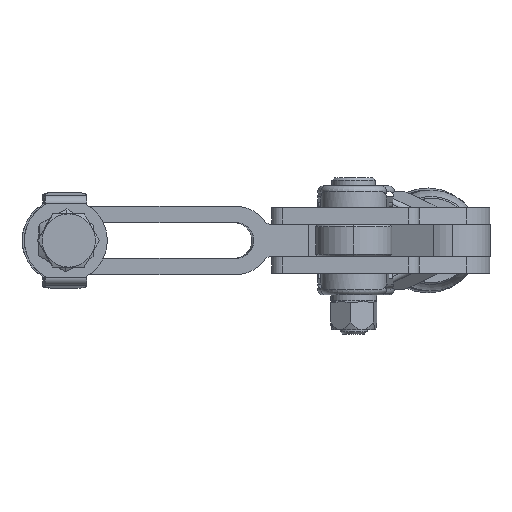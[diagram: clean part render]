
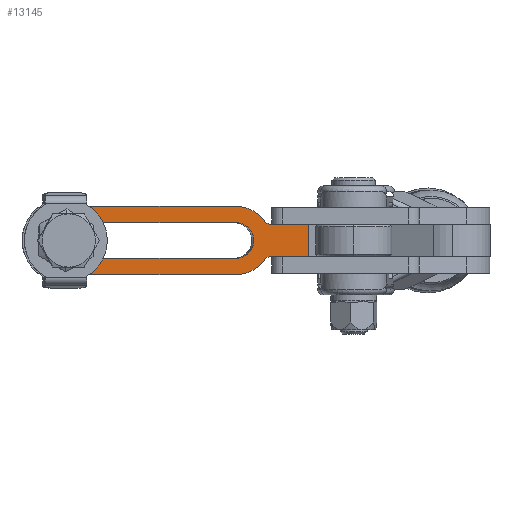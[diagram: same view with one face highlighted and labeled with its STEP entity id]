
A CAD part, front view. The second image highlights one B-rep face of the part: STEP entity #13145.
In plain terms, the highlighted face is planar.
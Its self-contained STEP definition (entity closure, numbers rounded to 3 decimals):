
#126 = AXIS2_PLACEMENT_3D ( 'NONE', #4863, #4866, #4869 ) ;
#166 = AXIS2_PLACEMENT_3D ( 'NONE', #16762, #16763, #16764 ) ;
#2505 = ORIENTED_EDGE ( 'NONE', *, *, #5149, .F. ) ;
#2506 = ORIENTED_EDGE ( 'NONE', *, *, #5176, .F. ) ;
#2507 = ORIENTED_EDGE ( 'NONE', *, *, #5216, .F. ) ;
#2508 = ORIENTED_EDGE ( 'NONE', *, *, #5257, .F. ) ;
#2509 = ORIENTED_EDGE ( 'NONE', *, *, #12646, .F. ) ;
#2510 = ORIENTED_EDGE ( 'NONE', *, *, #5102, .T. ) ;
#2511 = ORIENTED_EDGE ( 'NONE', *, *, #5491, .T. ) ;
#2512 = ORIENTED_EDGE ( 'NONE', *, *, #4982, .T. ) ;
#2513 = ORIENTED_EDGE ( 'NONE', *, *, #5306, .T. ) ;
#2514 = ORIENTED_EDGE ( 'NONE', *, *, #5302, .T. ) ;
#2515 = ORIENTED_EDGE ( 'NONE', *, *, #5275, .T. ) ;
#2516 = ORIENTED_EDGE ( 'NONE', *, *, #29644, .T. ) ;
#2517 = ORIENTED_EDGE ( 'NONE', *, *, #19331, .T. ) ;
#2518 = ORIENTED_EDGE ( 'NONE', *, *, #29676, .T. ) ;
#2519 = ORIENTED_EDGE ( 'NONE', *, *, #5680, .T. ) ;
#2520 = ORIENTED_EDGE ( 'NONE', *, *, #5617, .T. ) ;
#3302 = LINE ( 'NONE', #12909, #3305 ) ;
#3305 = VECTOR ( 'NONE', #12898, 1000. ) ;
#3338 = LINE ( 'NONE', #24264, #3343 ) ;
#3343 = VECTOR ( 'NONE', #24285, 1000. ) ;
#3352 = LINE ( 'NONE', #24315, #3360 ) ;
#3360 = VECTOR ( 'NONE', #24321, 1000. ) ;
#3368 = CIRCLE ( 'NONE', #14132, 3.25 ) ;
#3382 = LINE ( 'NONE', #24359, #3388 ) ;
#3388 = VECTOR ( 'NONE', #24368, 1000. ) ;
#3390 = CIRCLE ( 'NONE', #14136, 3.25 ) ;
#3397 = LINE ( 'NONE', #24403, #3402 ) ;
#3402 = VECTOR ( 'NONE', #24413, 1000. ) ;
#3409 = CIRCLE ( 'NONE', #14139, 6.25 ) ;
#3413 = CIRCLE ( 'NONE', #14140, 1.5 ) ;
#3476 = LINE ( 'NONE', #24550, #3479 ) ;
#3479 = VECTOR ( 'NONE', #24551, 1000. ) ;
#3525 = CIRCLE ( 'NONE', #14178, 1.5 ) ;
#3566 = CIRCLE ( 'NONE', #14185, 6.25 ) ;
#4863 = CARTESIAN_POINT ( 'NONE',  ( 0., 0., 19. ) ) ;
#4866 = DIRECTION ( 'NONE',  ( 0., 0., 1. ) ) ;
#4869 = DIRECTION ( 'NONE',  ( 1., 0., 0. ) ) ;
#4982 = EDGE_CURVE ( 'NONE', #22029, #22034, #3302, .T. ) ;
#5102 = EDGE_CURVE ( 'NONE', #22015, #22016, #3338, .T. ) ;
#5149 = EDGE_CURVE ( 'NONE', #22007, #21997, #3352, .T. ) ;
#5176 = EDGE_CURVE ( 'NONE', #22064, #22007, #3368, .T. ) ;
#5211 = CARTESIAN_POINT ( 'NONE',  ( 0., -6.25, 19. ) ) ;
#5216 = EDGE_CURVE ( 'NONE', #22060, #22064, #3382, .T. ) ;
#5242 = DIRECTION ( 'NONE',  ( 1., 0., 0. ) ) ;
#5257 = EDGE_CURVE ( 'NONE', #21999, #22060, #3390, .T. ) ;
#5275 = EDGE_CURVE ( 'NONE', #22041, #21937, #3397, .T. ) ;
#5302 = EDGE_CURVE ( 'NONE', #22052, #22041, #3409, .T. ) ;
#5306 = EDGE_CURVE ( 'NONE', #22034, #22052, #3413, .T. ) ;
#5338 = FACE_BOUND ( 'NONE', #23200, .T. ) ;
#5389 = FACE_OUTER_BOUND ( 'NONE', #23204, .T. ) ;
#5491 = EDGE_CURVE ( 'NONE', #22016, #22029, #3476, .T. ) ;
#5617 = EDGE_CURVE ( 'NONE', #22005, #22015, #3525, .T. ) ;
#5680 = EDGE_CURVE ( 'NONE', #22013, #22005, #3566, .T. ) ;
#8512 = CARTESIAN_POINT ( 'NONE',  ( 0., -20., 19. ) ) ;
#8513 = PLANE ( 'NONE',  #18871 ) ;
#8524 = DIRECTION ( 'NONE',  ( 0., 0., 1. ) ) ;
#8526 = DIRECTION ( 'NONE',  ( 1., 0., 0. ) ) ;
#12646 = EDGE_CURVE ( 'NONE', #21997, #21999, #16505, .T. ) ;
#12898 = DIRECTION ( 'NONE',  ( -1., 0., 0. ) ) ;
#12909 = CARTESIAN_POINT ( 'NONE',  ( 37.61, 3., 19. ) ) ;
#13145 = ADVANCED_FACE ( 'NONE', ( #5338, #5389 ), #8513, .T. ) ;
#14132 = AXIS2_PLACEMENT_3D ( 'NONE', #24338, #24339, #24340 ) ;
#14136 = AXIS2_PLACEMENT_3D ( 'NONE', #24404, #24405, #24406 ) ;
#14139 = AXIS2_PLACEMENT_3D ( 'NONE', #24429, #24430, #24431 ) ;
#14140 = AXIS2_PLACEMENT_3D ( 'NONE', #24434, #24435, #24436 ) ;
#14178 = AXIS2_PLACEMENT_3D ( 'NONE', #24660, #24661, #24662 ) ;
#14185 = AXIS2_PLACEMENT_3D ( 'NONE', #24707, #24708, #24709 ) ;
#15823 = CIRCLE ( 'NONE', #19124, 6.25 ) ;
#16341 = CIRCLE ( 'NONE', #126, 6.25 ) ;
#16372 = LINE ( 'NONE', #5211, #16375 ) ;
#16375 = VECTOR ( 'NONE', #5242, 1000. ) ;
#16505 = CIRCLE ( 'NONE', #166, 3.25 ) ;
#16762 = CARTESIAN_POINT ( 'NONE',  ( 0., 0., 19. ) ) ;
#16763 = DIRECTION ( 'NONE',  ( 0., 0., 1. ) ) ;
#16764 = DIRECTION ( 'NONE',  ( 1., 0., 0. ) ) ;
#18871 = AXIS2_PLACEMENT_3D ( 'NONE', #8512, #8524, #8526 ) ;
#19124 = AXIS2_PLACEMENT_3D ( 'NONE', #19409, #19410, #19411 ) ;
#19331 = EDGE_CURVE ( 'NONE', #21681, #22089, #15823, .T. ) ;
#19409 = CARTESIAN_POINT ( 'NONE',  ( 0., 0., 19. ) ) ;
#19410 = DIRECTION ( 'NONE',  ( 0., 0., 1. ) ) ;
#19411 = DIRECTION ( 'NONE',  ( 1., 0., 0. ) ) ;
#19492 = CARTESIAN_POINT ( 'NONE',  ( -6.25, 0., 19. ) ) ;
#19623 = CARTESIAN_POINT ( 'NONE',  ( 0., 6.25, 19. ) ) ;
#19654 = CARTESIAN_POINT ( 'NONE',  ( 0., 3.25, 19. ) ) ;
#19656 = CARTESIAN_POINT ( 'NONE',  ( -3.25, 0., 19. ) ) ;
#19659 = CARTESIAN_POINT ( 'NONE',  ( 36.388, -3.629, 19. ) ) ;
#19660 = CARTESIAN_POINT ( 'NONE',  ( 31.3, 3.25, 19. ) ) ;
#19663 = CARTESIAN_POINT ( 'NONE',  ( 31.3, -6.25, 19. ) ) ;
#19664 = CARTESIAN_POINT ( 'NONE',  ( 37.61, -3., 19. ) ) ;
#19665 = CARTESIAN_POINT ( 'NONE',  ( 44.463, -3., 19. ) ) ;
#19672 = CARTESIAN_POINT ( 'NONE',  ( 44.463, 3., 19. ) ) ;
#19674 = CARTESIAN_POINT ( 'NONE',  ( 37.61, 3., 19. ) ) ;
#19678 = CARTESIAN_POINT ( 'NONE',  ( 31.3, 6.25, 19. ) ) ;
#19684 = CARTESIAN_POINT ( 'NONE',  ( 36.388, 3.629, 19. ) ) ;
#19688 = CARTESIAN_POINT ( 'NONE',  ( 0., -3.25, 19. ) ) ;
#19690 = CARTESIAN_POINT ( 'NONE',  ( 31.3, -3.25, 19. ) ) ;
#19703 = CARTESIAN_POINT ( 'NONE',  ( 0., -6.25, 19. ) ) ;
#21681 = VERTEX_POINT ( 'NONE', #19492 ) ;
#21937 = VERTEX_POINT ( 'NONE', #19623 ) ;
#21997 = VERTEX_POINT ( 'NONE', #19654 ) ;
#21999 = VERTEX_POINT ( 'NONE', #19656 ) ;
#22005 = VERTEX_POINT ( 'NONE', #19659 ) ;
#22007 = VERTEX_POINT ( 'NONE', #19660 ) ;
#22013 = VERTEX_POINT ( 'NONE', #19663 ) ;
#22015 = VERTEX_POINT ( 'NONE', #19664 ) ;
#22016 = VERTEX_POINT ( 'NONE', #19665 ) ;
#22029 = VERTEX_POINT ( 'NONE', #19672 ) ;
#22034 = VERTEX_POINT ( 'NONE', #19674 ) ;
#22041 = VERTEX_POINT ( 'NONE', #19678 ) ;
#22052 = VERTEX_POINT ( 'NONE', #19684 ) ;
#22060 = VERTEX_POINT ( 'NONE', #19688 ) ;
#22064 = VERTEX_POINT ( 'NONE', #19690 ) ;
#22089 = VERTEX_POINT ( 'NONE', #19703 ) ;
#23200 = EDGE_LOOP ( 'NONE', ( #2505, #2506, #2507, #2508, #2509 ) ) ;
#23204 = EDGE_LOOP ( 'NONE', ( #2510, #2511, #2512, #2513, #2514, #2515, #2516, #2517, #2518, #2519, #2520 ) ) ;
#24264 = CARTESIAN_POINT ( 'NONE',  ( 79.3, -3., 19. ) ) ;
#24285 = DIRECTION ( 'NONE',  ( 1., 0., 0. ) ) ;
#24315 = CARTESIAN_POINT ( 'NONE',  ( 0., 3.25, 19. ) ) ;
#24321 = DIRECTION ( 'NONE',  ( -1., 0., 0. ) ) ;
#24338 = CARTESIAN_POINT ( 'NONE',  ( 31.3, 0., 19. ) ) ;
#24339 = DIRECTION ( 'NONE',  ( 0., 0., 1. ) ) ;
#24340 = DIRECTION ( 'NONE',  ( 1., 0., 0. ) ) ;
#24359 = CARTESIAN_POINT ( 'NONE',  ( 0., -3.25, 19. ) ) ;
#24368 = DIRECTION ( 'NONE',  ( 1., 0., 0. ) ) ;
#24403 = CARTESIAN_POINT ( 'NONE',  ( 0., 6.25, 19. ) ) ;
#24404 = CARTESIAN_POINT ( 'NONE',  ( 0., 0., 19. ) ) ;
#24405 = DIRECTION ( 'NONE',  ( 0., 0., 1. ) ) ;
#24406 = DIRECTION ( 'NONE',  ( 1., 0., 0. ) ) ;
#24413 = DIRECTION ( 'NONE',  ( -1., 0., 0. ) ) ;
#24429 = CARTESIAN_POINT ( 'NONE',  ( 31.3, 0., 19. ) ) ;
#24430 = DIRECTION ( 'NONE',  ( 0., 0., 1. ) ) ;
#24431 = DIRECTION ( 'NONE',  ( 1., 0., 0. ) ) ;
#24434 = CARTESIAN_POINT ( 'NONE',  ( 37.61, 4.5, 19. ) ) ;
#24435 = DIRECTION ( 'NONE',  ( 0., 0., -1. ) ) ;
#24436 = DIRECTION ( 'NONE',  ( 1., 0., 0. ) ) ;
#24550 = CARTESIAN_POINT ( 'NONE',  ( 44.463, -20., 19. ) ) ;
#24551 = DIRECTION ( 'NONE',  ( 0., 1., 0. ) ) ;
#24660 = CARTESIAN_POINT ( 'NONE',  ( 37.61, -4.5, 19. ) ) ;
#24661 = DIRECTION ( 'NONE',  ( 0., 0., -1. ) ) ;
#24662 = DIRECTION ( 'NONE',  ( 1., 0., 0. ) ) ;
#24707 = CARTESIAN_POINT ( 'NONE',  ( 31.3, 0., 19. ) ) ;
#24708 = DIRECTION ( 'NONE',  ( 0., 0., 1. ) ) ;
#24709 = DIRECTION ( 'NONE',  ( 1., 0., 0. ) ) ;
#29644 = EDGE_CURVE ( 'NONE', #21937, #21681, #16341, .T. ) ;
#29676 = EDGE_CURVE ( 'NONE', #22089, #22013, #16372, .T. ) ;
